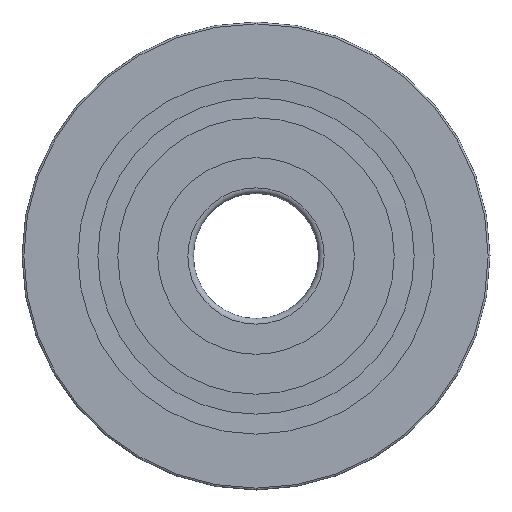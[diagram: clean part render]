
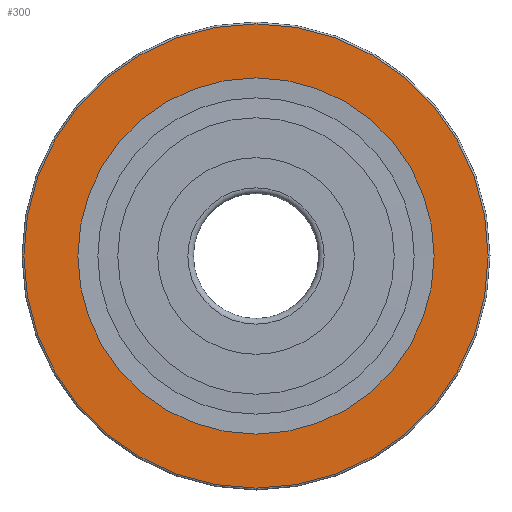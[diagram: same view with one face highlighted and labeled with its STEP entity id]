
A CAD part, left-side view. The second image highlights one B-rep face of the part: STEP entity #300.
In plain terms, the highlighted planar face has unit normal (-1, 0, 0).
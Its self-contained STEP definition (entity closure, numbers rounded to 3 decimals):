
#300 = ADVANCED_FACE( '', ( #514, #515 ), #516, .T. );
#514 = FACE_BOUND( '', #705, .T. );
#515 = FACE_OUTER_BOUND( '', #706, .T. );
#516 = PLANE( '', #707 );
#705 = EDGE_LOOP( '', ( #928 ) );
#706 = EDGE_LOOP( '', ( #929 ) );
#707 = AXIS2_PLACEMENT_3D( '', #930, #931, #932 );
#928 = ORIENTED_EDGE( '', *, *, #1116, .T. );
#929 = ORIENTED_EDGE( '', *, *, #1093, .F. );
#930 = CARTESIAN_POINT( '', ( 0., 12.4, 0. ) );
#931 = DIRECTION( '', ( -1., 0., 0. ) );
#932 = DIRECTION( '', ( 0., 0., 1. ) );
#1093 = EDGE_CURVE( '', #1203, #1203, #1204, .T. );
#1116 = EDGE_CURVE( '', #1238, #1238, #1239, .T. );
#1203 = VERTEX_POINT( '', #1333 );
#1204 = CIRCLE( '', #1334, 12.4 );
#1238 = VERTEX_POINT( '', #1368 );
#1239 = CIRCLE( '', #1369, 9.515 );
#1333 = CARTESIAN_POINT( '', ( 0., 0., -12.4 ) );
#1334 = AXIS2_PLACEMENT_3D( '', #1471, #1472, #1473 );
#1368 = CARTESIAN_POINT( '', ( 0., 0., -9.515 ) );
#1369 = AXIS2_PLACEMENT_3D( '', #1507, #1508, #1509 );
#1471 = CARTESIAN_POINT( '', ( 0., 0., 0. ) );
#1472 = DIRECTION( '', ( 1., 0., 0. ) );
#1473 = DIRECTION( '', ( 0., 0., -1. ) );
#1507 = CARTESIAN_POINT( '', ( 0., 0., 0. ) );
#1508 = DIRECTION( '', ( 1., 0., 0. ) );
#1509 = DIRECTION( '', ( 0., 0., -1. ) );
